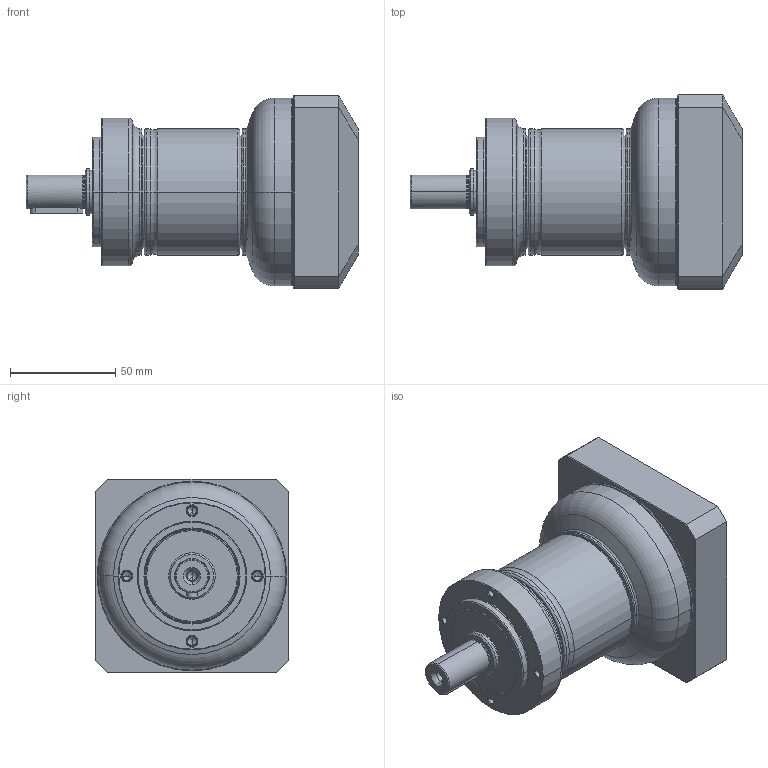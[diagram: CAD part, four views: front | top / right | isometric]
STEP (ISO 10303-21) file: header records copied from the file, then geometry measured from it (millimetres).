
FILE_DESCRIPTION((''),'2;1');
FILE_NAME('PE2-070_2ST_19-P0411400101_ASM','2016-04-28T',('d00435'),(''),'PRO/ENGINEER BY PARAMETRIC TECHNOLOGY CORPORATION, 2008410','PRO/ENGINEER BY PARAMETRIC TECHNOLOGY CORPORATION, 2008410','');
FILE_SCHEMA(('CONFIG_CONTROL_DESIGN'));
Length unit declared in the file: millimetre
Products named in the file (9): P1323210001; P0251200001; P1324200301; P0350201001; P0941203001; P0503400008; P0411400101; P1702500001; PE2-070_2ST_19-P0411400101_ASM
Assembly tree (8 placements, depth 2):
  PE2-070_2ST_19-P0411400101_ASM
    P1323210001
    P0251200001
    P1324200301
    P0350201001
    P0941203001
    P0503400008
    P0411400101
    P1702500001
Bounding box: 157.5 x 92 x 92 mm (x, y, z)
Volume: 432206 mm3; surface area: 116498.5 mm2
Topology: 8 solids, 22 shells, 531 faces, 1187 edges, 702 vertices
Faces by surface type: cylinder 168, cone 144, torus 106, plane 97, bspline 16
Entity records: 19614 total; most frequent: CARTESIAN_POINT 7473, DIRECTION 2799, ORIENTED_EDGE 2246, AXIS2_PLACEMENT_3D 1213, EDGE_CURVE 1151, VERTEX_POINT 702, CIRCLE 671, EDGE_LOOP 613
